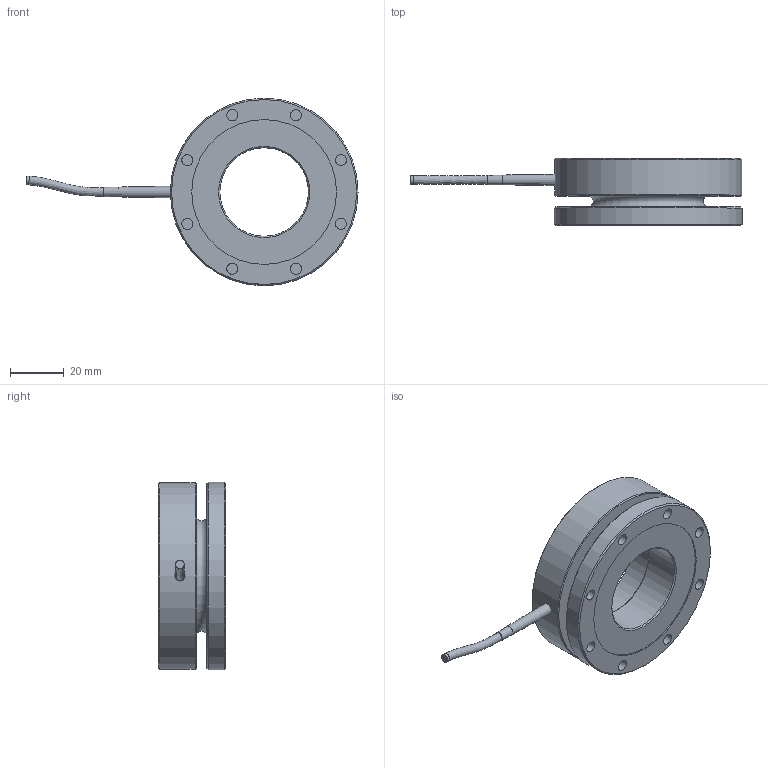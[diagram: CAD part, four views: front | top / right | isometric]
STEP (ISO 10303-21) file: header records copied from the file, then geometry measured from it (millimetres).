
FILE_DESCRIPTION( ( 'Unknown' ), '1' );
FILE_NAME( 'K-1250_2-20kN.stp', 'Unknown', ( 'Unknown' ), ( 'Unknown' ), 'PSStep 17.0.49', 'Unknown', ' ' );
FILE_SCHEMA( ( 'AUTOMOTIVE_DESIGN { 1 0 10303 214 1 1 1 1 }' ) );
Length unit declared in the file: millimetre
Products named in the file (4): Assem1; 2552_doc-00016717; 2552-003_doc-00016728; kabeldurchmesser 3_doc-00010703
Assembly tree (3 placements, depth 2):
  Assem1
    2552_doc-00016717
    2552-003_doc-00016728
    kabeldurchmesser 3_doc-00010703
Bounding box: 123.81 x 25 x 70 mm (x, y, z)
Volume: 60393.3 mm3; surface area: 20590.1 mm2
Topology: 3 solids, 3 shells, 59 faces, 144 edges, 95 vertices
Faces by surface type: cylinder 32, cone 15, plane 10, torus 1, bspline 1
Full cylindrical faces by diameter (mm): 3.2 x1, 3.203 x1, 4.134 x24, 33 x1, 34 x1, 54 x2, 69.7 x1, 70 x1
Entity records: 2145 total; most frequent: CARTESIAN_POINT 487, DIRECTION 254, EDGE_LOOP 132, ORIENTED_EDGE 132, AXIS2_PLACEMENT_3D 127, FACE_OUTER_BOUND 93, VERTEX_POINT 74, EDGE_CURVE 66
